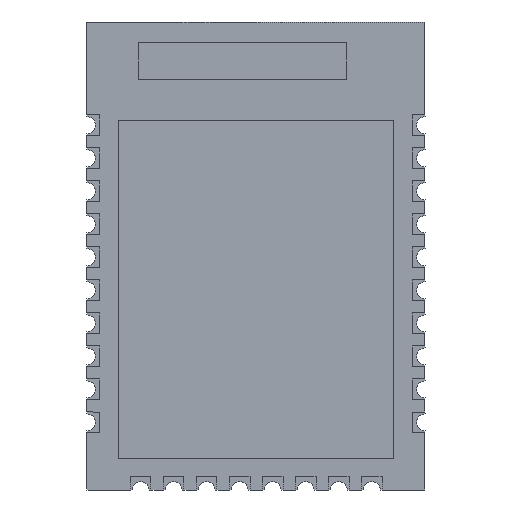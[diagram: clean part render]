
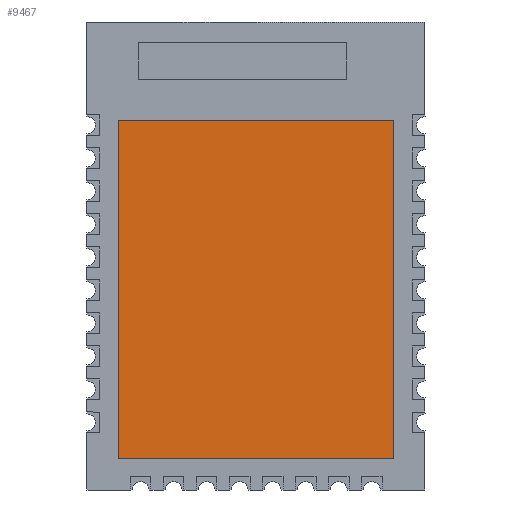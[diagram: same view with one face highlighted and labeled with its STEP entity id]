
A CAD part, front view. The second image highlights one B-rep face of the part: STEP entity #9467.
In plain terms, the highlighted planar face has unit normal (0, -1, 0).
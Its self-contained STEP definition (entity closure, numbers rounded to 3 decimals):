
#280 = DIRECTION ( 'NONE',  ( 0., -1., 0. ) ) ;
#1403 = VECTOR ( 'NONE', #27990, 1000. ) ;
#1419 = CARTESIAN_POINT ( 'NONE',  ( -5.3, -2., 5.2 ) ) ;
#3923 = VECTOR ( 'NONE', #30054, 1000. ) ;
#4203 = EDGE_LOOP ( 'NONE', ( #33817, #25084, #20005, #9713 ) ) ;
#4670 = CARTESIAN_POINT ( 'NONE',  ( 5.3, -2., 5.2 ) ) ;
#6463 = AXIS2_PLACEMENT_3D ( 'NONE', #24069, #280, #29463 ) ;
#6474 = EDGE_CURVE ( 'NONE', #32832, #14787, #28462, .T. ) ;
#9467 = ADVANCED_FACE ( 'NONE', ( #18302 ), #28942, .T. ) ;
#9713 = ORIENTED_EDGE ( 'NONE', *, *, #23956, .T. ) ;
#10141 = VERTEX_POINT ( 'NONE', #31021 ) ;
#12535 = CARTESIAN_POINT ( 'NONE',  ( 5.3, -2., -7.8 ) ) ;
#14787 = VERTEX_POINT ( 'NONE', #28935 ) ;
#17185 = EDGE_CURVE ( 'NONE', #10141, #32203, #21885, .T. ) ;
#17747 = LINE ( 'NONE', #12535, #31745 ) ;
#18302 = FACE_OUTER_BOUND ( 'NONE', #4203, .T. ) ;
#19579 = CARTESIAN_POINT ( 'NONE',  ( -5.3, -2., -7.8 ) ) ;
#20005 = ORIENTED_EDGE ( 'NONE', *, *, #17185, .T. ) ;
#21885 = LINE ( 'NONE', #19579, #3923 ) ;
#23956 = EDGE_CURVE ( 'NONE', #32203, #32832, #17747, .T. ) ;
#24069 = CARTESIAN_POINT ( 'NONE',  ( 0., -2., 0. ) ) ;
#25084 = ORIENTED_EDGE ( 'NONE', *, *, #34035, .T. ) ;
#26185 = CARTESIAN_POINT ( 'NONE',  ( 5.3, -2., 5.2 ) ) ;
#27990 = DIRECTION ( 'NONE',  ( 0., 0., -1. ) ) ;
#28462 = LINE ( 'NONE', #4670, #30824 ) ;
#28935 = CARTESIAN_POINT ( 'NONE',  ( -5.3, -2., 5.2 ) ) ;
#28942 = PLANE ( 'NONE',  #6463 ) ;
#29308 = DIRECTION ( 'NONE',  ( -1., 0., 0. ) ) ;
#29463 = DIRECTION ( 'NONE',  ( 0., 0., -1. ) ) ;
#30054 = DIRECTION ( 'NONE',  ( 1., 0., 0. ) ) ;
#30764 = LINE ( 'NONE', #1419, #1403 ) ;
#30824 = VECTOR ( 'NONE', #29308, 1000. ) ;
#30966 = DIRECTION ( 'NONE',  ( 0., 0., 1. ) ) ;
#31021 = CARTESIAN_POINT ( 'NONE',  ( -5.3, -2., -7.8 ) ) ;
#31052 = CARTESIAN_POINT ( 'NONE',  ( 5.3, -2., -7.8 ) ) ;
#31745 = VECTOR ( 'NONE', #30966, 1000. ) ;
#32203 = VERTEX_POINT ( 'NONE', #31052 ) ;
#32832 = VERTEX_POINT ( 'NONE', #26185 ) ;
#33817 = ORIENTED_EDGE ( 'NONE', *, *, #6474, .T. ) ;
#34035 = EDGE_CURVE ( 'NONE', #14787, #10141, #30764, .T. ) ;
